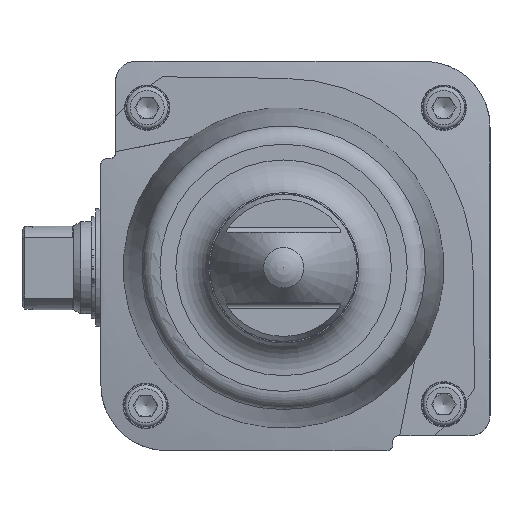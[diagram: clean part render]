
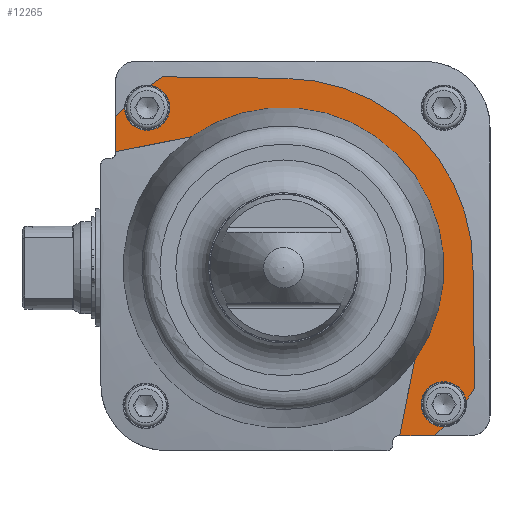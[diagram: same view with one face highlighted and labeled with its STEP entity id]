
A CAD part, left-side view. The second image highlights one B-rep face of the part: STEP entity #12265.
In plain terms, the highlighted planar face has unit normal (-1, 0, 0).
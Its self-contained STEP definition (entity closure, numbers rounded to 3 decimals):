
#665=CIRCLE('',#12917,85.936);
#666=CIRCLE('',#12918,85.936);
#667=CIRCLE('',#12919,85.936);
#668=CIRCLE('',#12920,85.936);
#700=CIRCLE('',#13029,72.08);
#701=CIRCLE('',#13034,60.999);
#702=CIRCLE('',#13035,8.596);
#703=CIRCLE('',#13036,8.596);
#1860=ORIENTED_EDGE('',*,*,#4015,.F.);
#1861=ORIENTED_EDGE('',*,*,#4016,.T.);
#1862=ORIENTED_EDGE('',*,*,#4012,.F.);
#1863=ORIENTED_EDGE('',*,*,#3971,.T.);
#1864=ORIENTED_EDGE('',*,*,#3780,.T.);
#1865=ORIENTED_EDGE('',*,*,#4017,.F.);
#1866=ORIENTED_EDGE('',*,*,#3778,.T.);
#1867=ORIENTED_EDGE('',*,*,#4011,.F.);
#1868=ORIENTED_EDGE('',*,*,#4009,.F.);
#1869=ORIENTED_EDGE('',*,*,#4007,.F.);
#1870=ORIENTED_EDGE('',*,*,#3790,.T.);
#1871=ORIENTED_EDGE('',*,*,#4018,.F.);
#1872=ORIENTED_EDGE('',*,*,#3788,.T.);
#1873=ORIENTED_EDGE('',*,*,#3958,.T.);
#3778=EDGE_CURVE('',#4953,#4954,#665,.F.);
#3780=EDGE_CURVE('',#4956,#4955,#666,.F.);
#3788=EDGE_CURVE('',#4964,#4963,#667,.F.);
#3790=EDGE_CURVE('',#4966,#4965,#668,.F.);
#3958=EDGE_CURVE('',#4963,#5075,#5721,.T.);
#3971=EDGE_CURVE('',#5076,#4956,#5734,.T.);
#4007=EDGE_CURVE('',#4966,#5095,#5764,.T.);
#4009=EDGE_CURVE('',#5095,#5096,#700,.T.);
#4011=EDGE_CURVE('',#5096,#4954,#5767,.T.);
#4012=EDGE_CURVE('',#5076,#5097,#5768,.T.);
#4015=EDGE_CURVE('',#5098,#5075,#5769,.T.);
#4016=EDGE_CURVE('',#5098,#5097,#701,.T.);
#4017=EDGE_CURVE('',#4953,#4955,#702,.F.);
#4018=EDGE_CURVE('',#4964,#4965,#703,.F.);
#4953=VERTEX_POINT('',#17302);
#4954=VERTEX_POINT('',#17303);
#4955=VERTEX_POINT('',#17311);
#4956=VERTEX_POINT('',#17313);
#4963=VERTEX_POINT('',#17364);
#4964=VERTEX_POINT('',#17366);
#4965=VERTEX_POINT('',#17374);
#4966=VERTEX_POINT('',#17376);
#5075=VERTEX_POINT('',#17927);
#5076=VERTEX_POINT('',#17950);
#5095=VERTEX_POINT('',#18023);
#5096=VERTEX_POINT('',#18027);
#5097=VERTEX_POINT('',#18033);
#5098=VERTEX_POINT('',#18043);
#5721=LINE('',#17928,#6345);
#5734=LINE('',#17952,#6358);
#5764=LINE('',#18022,#6388);
#5767=LINE('',#18030,#6391);
#5768=LINE('',#18032,#6392);
#5769=LINE('',#18044,#6393);
#6345=VECTOR('',#14582,1000.);
#6358=VECTOR('',#14615,1000.);
#6388=VECTOR('',#14673,1000.);
#6391=VECTOR('',#14682,1000.);
#6392=VECTOR('',#14685,1000.);
#6393=VECTOR('',#14688,1000.);
#6872=EDGE_LOOP('',(#1860,#1861,#1862,#1863,#1864,#1865,#1866,#1867,#1868,
#1869,#1870,#1871,#1872,#1873));
#7566=FACE_BOUND('',#6872,.T.);
#8193=PLANE('',#13033);
#12265=ADVANCED_FACE('',(#7566),#8193,.F.);
#12917=AXIS2_PLACEMENT_3D('',#17301,#14310,#14311);
#12918=AXIS2_PLACEMENT_3D('',#17312,#14312,#14313);
#12919=AXIS2_PLACEMENT_3D('',#17365,#14314,#14315);
#12920=AXIS2_PLACEMENT_3D('',#17375,#14316,#14317);
#13029=AXIS2_PLACEMENT_3D('',#18026,#14677,#14678);
#13033=AXIS2_PLACEMENT_3D('',#18045,#14689,#14690);
#13034=AXIS2_PLACEMENT_3D('',#18046,#14691,#14692);
#13035=AXIS2_PLACEMENT_3D('',#18047,#14693,#14694);
#13036=AXIS2_PLACEMENT_3D('',#18048,#14695,#14696);
#14310=DIRECTION('',(1.,0.,0.));
#14311=DIRECTION('',(0.,0.,-1.));
#14312=DIRECTION('',(1.,0.,0.));
#14313=DIRECTION('',(0.,0.,-1.));
#14314=DIRECTION('',(1.,0.,0.));
#14315=DIRECTION('',(0.,0.,-1.));
#14316=DIRECTION('',(1.,0.,0.));
#14317=DIRECTION('',(0.,0.,-1.));
#14582=DIRECTION('',(0.,0.,-1.));
#14615=DIRECTION('',(0.,-1.,0.));
#14673=DIRECTION('',(0.,-1.,-0.012));
#14677=DIRECTION('',(1.,0.,0.));
#14678=DIRECTION('',(0.,0.,-1.));
#14682=DIRECTION('',(0.,-0.012,-1.));
#14685=DIRECTION('',(0.,-0.194,0.981));
#14688=DIRECTION('',(0.,0.981,-0.194));
#14689=DIRECTION('',(1.,0.,0.));
#14690=DIRECTION('',(0.,0.,-1.));
#14691=DIRECTION('',(1.,0.,0.));
#14692=DIRECTION('',(0.,0.,-1.));
#14693=DIRECTION('',(1.,0.,0.));
#14694=DIRECTION('',(0.,0.,-1.));
#14695=DIRECTION('',(1.,0.,0.));
#14696=DIRECTION('',(0.,0.,-1.));
#17301=CARTESIAN_POINT('',(-160.,0.,0.));
#17302=CARTESIAN_POINT('',(-160.,-69.408,-50.671));
#17303=CARTESIAN_POINT('',(-160.,-72.615,-45.957));
#17311=CARTESIAN_POINT('',(-160.,-61.035,-60.495));
#17312=CARTESIAN_POINT('',(-160.,0.,0.));
#17313=CARTESIAN_POINT('',(-160.,-57.461,-63.9));
#17364=CARTESIAN_POINT('',(-160.,63.9,57.461));
#17365=CARTESIAN_POINT('',(-160.,0.,0.));
#17366=CARTESIAN_POINT('',(-160.,60.495,61.035));
#17374=CARTESIAN_POINT('',(-160.,50.671,69.408));
#17375=CARTESIAN_POINT('',(-160.,0.,0.));
#17376=CARTESIAN_POINT('',(-160.,45.909,72.645));
#17927=CARTESIAN_POINT('',(-160.,63.9,44.149));
#17928=CARTESIAN_POINT('',(-160.,63.9,43.7));
#17950=CARTESIAN_POINT('',(-160.,-44.149,-63.9));
#17952=CARTESIAN_POINT('',(-160.,-70.9,-63.9));
#18022=CARTESIAN_POINT('',(-160.,80.,73.062));
#18023=CARTESIAN_POINT('',(-160.,-0.491,72.078));
#18026=CARTESIAN_POINT('',(-160.,0.,0.));
#18027=CARTESIAN_POINT('',(-160.,-72.069,-1.27));
#18030=CARTESIAN_POINT('',(-160.,-72.069,-1.27));
#18032=CARTESIAN_POINT('',(-160.,-40.961,-80.));
#18033=CARTESIAN_POINT('',(-160.,-49.837,-35.173));
#18043=CARTESIAN_POINT('',(-160.,35.173,49.837));
#18044=CARTESIAN_POINT('',(-160.,10.97,54.629));
#18045=CARTESIAN_POINT('',(-160.,0.,0.));
#18046=CARTESIAN_POINT('',(-160.,0.,0.));
#18047=CARTESIAN_POINT('',(-160.,-60.9,-51.9));
#18048=CARTESIAN_POINT('',(-160.,51.9,60.9));
